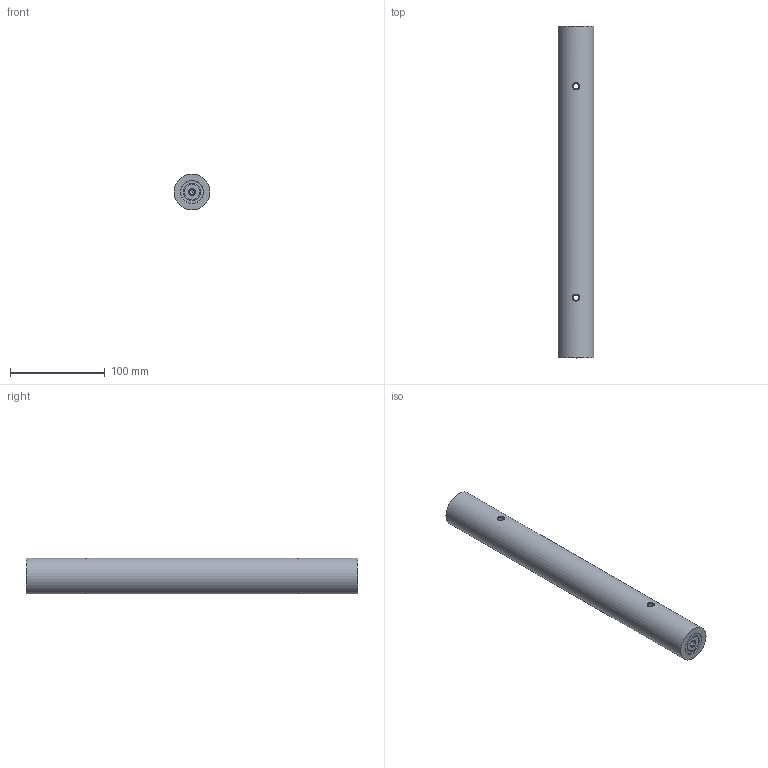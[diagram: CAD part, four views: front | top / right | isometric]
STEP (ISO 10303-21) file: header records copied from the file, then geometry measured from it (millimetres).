
FILE_DESCRIPTION(/* description */ (''),/* implementation_level */ '2;1');
FILE_NAME(/* name */ 'Post Extension (P350-M).step',/* time_stamp */ '2024-06-17T21:10:00-04:00',/* author */ (''),/* organization */ (''),/* preprocessor_version */ 'ST-DEVELOPER v20',/* originating_system */ 'Autodesk Translation Framework v12.20.1.177',/* authorisation */ '');
FILE_SCHEMA (('AUTOMOTIVE_DESIGN { 1 0 10303 214 3 1 1 }'));
Length unit declared in the file: inch
Products named in the file (1): Post Extension (P350/M)
Bounding box: 37.74 x 350 x 37.74 mm (x, y, z)
Volume: 388522.2 mm3; surface area: 45494.9 mm2
Topology: 1 solids, 1 shells, 33 faces, 77 edges, 50 vertices
Faces by surface type: cone 10, bspline 8, plane 8, cylinder 7
Full cylindrical faces by diameter (mm): 5 x2, 5.969 x2, 6 x2, 37.744 x1
Entity records: 4682 total; most frequent: CARTESIAN_POINT 3883, ORIENTED_EDGE 150, DIRECTION 127, EDGE_CURVE 75, VERTEX_POINT 50, AXIS2_PLACEMENT_3D 50, EDGE_LOOP 43, STYLED_ITEM 34
